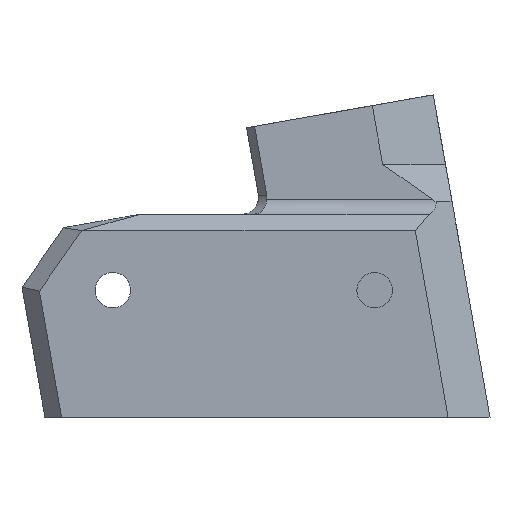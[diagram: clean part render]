
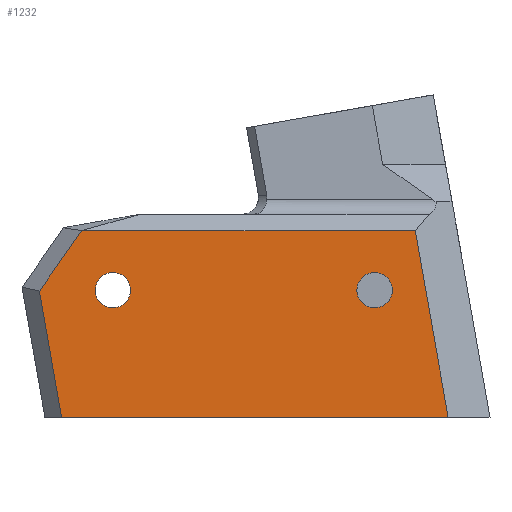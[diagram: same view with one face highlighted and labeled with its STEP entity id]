
A CAD part, front view. The second image highlights one B-rep face of the part: STEP entity #1232.
In plain terms, the highlighted planar face has unit normal (0, -1, 0).
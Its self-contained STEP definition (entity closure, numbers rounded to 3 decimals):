
#4 = EDGE_CURVE ( 'NONE', #172, #1254, #283, .T. ) ;
#23 = AXIS2_PLACEMENT_3D ( 'NONE', #1169, #1394, #1285 ) ;
#27 = ORIENTED_EDGE ( 'NONE', *, *, #1355, .F. ) ;
#81 = CARTESIAN_POINT ( 'NONE',  ( 103.428, -157.12, 22.62 ) ) ;
#113 = AXIS2_PLACEMENT_3D ( 'NONE', #246, #1127, #581 ) ;
#144 = VERTEX_POINT ( 'NONE', #1200 ) ;
#153 = CARTESIAN_POINT ( 'NONE',  ( 148.923, -157.12, 0. ) ) ;
#155 = ORIENTED_EDGE ( 'NONE', *, *, #212, .T. ) ;
#172 = VERTEX_POINT ( 'NONE', #1123 ) ;
#193 = LINE ( 'NONE', #1266, #624 ) ;
#198 = FACE_BOUND ( 'NONE', #1261, .T. ) ;
#212 = EDGE_CURVE ( 'NONE', #144, #1372, #250, .T. ) ;
#219 = DIRECTION ( 'NONE',  ( -0.174, 0., 0.985 ) ) ;
#227 = VECTOR ( 'NONE', #270, 1000. ) ;
#239 = DIRECTION ( 'NONE',  ( 0., 0., -1. ) ) ;
#246 = CARTESIAN_POINT ( 'NONE',  ( 108.25, -157.12, 15.4 ) ) ;
#250 = LINE ( 'NONE', #267, #827 ) ;
#267 = CARTESIAN_POINT ( 'NONE',  ( 98.954, -157.12, 17.448 ) ) ;
#270 = DIRECTION ( 'NONE',  ( -1., 0., 0. ) ) ;
#283 = CIRCLE ( 'NONE', #936, 2.15 ) ;
#307 = FACE_OUTER_BOUND ( 'NONE', #361, .T. ) ;
#313 = VECTOR ( 'NONE', #315, 1000. ) ;
#315 = DIRECTION ( 'NONE',  ( 1., 0., 0. ) ) ;
#321 = CARTESIAN_POINT ( 'NONE',  ( 140., -157.12, 15.4 ) ) ;
#328 = CARTESIAN_POINT ( 'NONE',  ( 145.087, -157.12, 21.752 ) ) ;
#332 = EDGE_CURVE ( 'NONE', #1372, #602, #622, .T. ) ;
#361 = EDGE_LOOP ( 'NONE', ( #569, #629, #527, #639, #155 ) ) ;
#363 = EDGE_LOOP ( 'NONE', ( #27, #411 ) ) ;
#382 = CARTESIAN_POINT ( 'NONE',  ( 108.25, -157.12, 13.25 ) ) ;
#406 = EDGE_CURVE ( 'NONE', #831, #744, #643, .T. ) ;
#411 = ORIENTED_EDGE ( 'NONE', *, *, #406, .F. ) ;
#457 = DIRECTION ( 'NONE',  ( 0.174, 0., -0.985 ) ) ;
#527 = ORIENTED_EDGE ( 'NONE', *, *, #1137, .T. ) ;
#540 = DIRECTION ( 'NONE',  ( 0., 0., -1. ) ) ;
#546 = CIRCLE ( 'NONE', #1283, 2.15 ) ;
#564 = VERTEX_POINT ( 'NONE', #1322 ) ;
#567 = DIRECTION ( 'NONE',  ( 0., -1., 0. ) ) ;
#568 = VECTOR ( 'NONE', #219, 1000. ) ;
#569 = ORIENTED_EDGE ( 'NONE', *, *, #332, .T. ) ;
#581 = DIRECTION ( 'NONE',  ( 0., 0., -1. ) ) ;
#602 = VERTEX_POINT ( 'NONE', #153 ) ;
#620 = EDGE_CURVE ( 'NONE', #1254, #172, #546, .T. ) ;
#622 = LINE ( 'NONE', #1176, #313 ) ;
#624 = VECTOR ( 'NONE', #1260, 1000. ) ;
#625 = PLANE ( 'NONE',  #721 ) ;
#629 = ORIENTED_EDGE ( 'NONE', *, *, #877, .T. ) ;
#639 = ORIENTED_EDGE ( 'NONE', *, *, #723, .T. ) ;
#643 = CIRCLE ( 'NONE', #23, 2.15 ) ;
#721 = AXIS2_PLACEMENT_3D ( 'NONE', #1389, #731, #1279 ) ;
#722 = LINE ( 'NONE', #81, #227 ) ;
#723 = EDGE_CURVE ( 'NONE', #786, #144, #193, .T. ) ;
#731 = DIRECTION ( 'NONE',  ( 0., -1., 0. ) ) ;
#744 = VERTEX_POINT ( 'NONE', #382 ) ;
#760 = LINE ( 'NONE', #328, #568 ) ;
#786 = VERTEX_POINT ( 'NONE', #982 ) ;
#788 = CARTESIAN_POINT ( 'NONE',  ( 140., -157.12, 15.4 ) ) ;
#789 = CIRCLE ( 'NONE', #113, 2.15 ) ;
#827 = VECTOR ( 'NONE', #457, 1000. ) ;
#831 = VERTEX_POINT ( 'NONE', #1405 ) ;
#877 = EDGE_CURVE ( 'NONE', #602, #564, #760, .T. ) ;
#936 = AXIS2_PLACEMENT_3D ( 'NONE', #321, #1082, #540 ) ;
#959 = FACE_BOUND ( 'NONE', #363, .T. ) ;
#982 = CARTESIAN_POINT ( 'NONE',  ( 104.469, -157.12, 22.62 ) ) ;
#1022 = CARTESIAN_POINT ( 'NONE',  ( 102.031, -157.12, 0. ) ) ;
#1068 = ORIENTED_EDGE ( 'NONE', *, *, #4, .F. ) ;
#1082 = DIRECTION ( 'NONE',  ( 0., -1., 0. ) ) ;
#1123 = CARTESIAN_POINT ( 'NONE',  ( 140., -157.12, 13.25 ) ) ;
#1127 = DIRECTION ( 'NONE',  ( 0., -1., 0. ) ) ;
#1137 = EDGE_CURVE ( 'NONE', #564, #786, #722, .T. ) ;
#1169 = CARTESIAN_POINT ( 'NONE',  ( 108.25, -157.12, 15.4 ) ) ;
#1176 = CARTESIAN_POINT ( 'NONE',  ( 131.661, -157.12, 0. ) ) ;
#1200 = CARTESIAN_POINT ( 'NONE',  ( 99.335, -157.12, 15.288 ) ) ;
#1229 = ORIENTED_EDGE ( 'NONE', *, *, #620, .F. ) ;
#1232 = ADVANCED_FACE ( 'NONE', ( #959, #198, #307 ), #625, .T. ) ;
#1254 = VERTEX_POINT ( 'NONE', #1330 ) ;
#1260 = DIRECTION ( 'NONE',  ( -0.574, 0., -0.819 ) ) ;
#1261 = EDGE_LOOP ( 'NONE', ( #1068, #1229 ) ) ;
#1266 = CARTESIAN_POINT ( 'NONE',  ( 59.472, -157.12, -41.643 ) ) ;
#1279 = DIRECTION ( 'NONE',  ( 0., 0., -1. ) ) ;
#1283 = AXIS2_PLACEMENT_3D ( 'NONE', #788, #567, #239 ) ;
#1285 = DIRECTION ( 'NONE',  ( 0., 0., -1. ) ) ;
#1322 = CARTESIAN_POINT ( 'NONE',  ( 144.934, -157.12, 22.62 ) ) ;
#1330 = CARTESIAN_POINT ( 'NONE',  ( 140., -157.12, 17.55 ) ) ;
#1355 = EDGE_CURVE ( 'NONE', #744, #831, #789, .T. ) ;
#1372 = VERTEX_POINT ( 'NONE', #1022 ) ;
#1389 = CARTESIAN_POINT ( 'NONE',  ( 0., -157.12, 0. ) ) ;
#1394 = DIRECTION ( 'NONE',  ( 0., -1., 0. ) ) ;
#1405 = CARTESIAN_POINT ( 'NONE',  ( 108.25, -157.12, 17.55 ) ) ;
